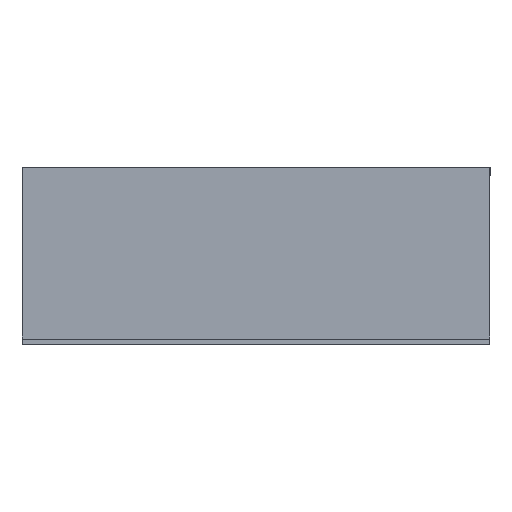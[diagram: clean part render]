
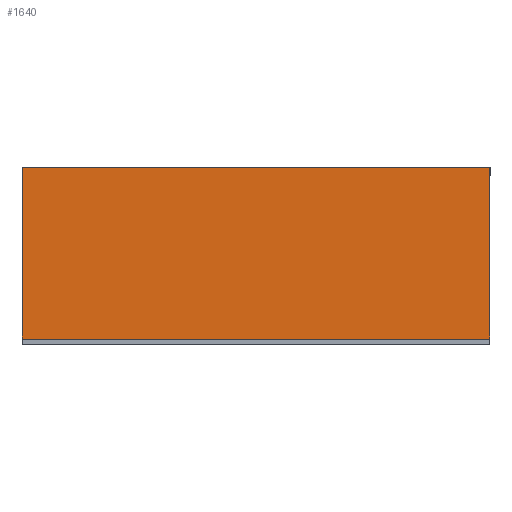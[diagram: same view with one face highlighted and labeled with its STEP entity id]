
A CAD part, front view. The second image highlights one B-rep face of the part: STEP entity #1640.
In plain terms, the highlighted face is planar.
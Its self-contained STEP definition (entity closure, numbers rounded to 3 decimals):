
#44 = CARTESIAN_POINT ( 'NONE',  ( 3., 100., 265. ) ) ;
#70 = LINE ( 'NONE', #2984, #2749 ) ;
#86 = VERTEX_POINT ( 'NONE', #399 ) ;
#368 = ORIENTED_EDGE ( 'NONE', *, *, #3109, .F. ) ;
#399 = CARTESIAN_POINT ( 'NONE',  ( 3., 100., -265. ) ) ;
#454 = EDGE_CURVE ( 'NONE', #627, #1314, #1794, .T. ) ;
#483 = VECTOR ( 'NONE', #1770, 1000. ) ;
#510 = DIRECTION ( 'NONE',  ( 0., -1., 0. ) ) ;
#570 = PLANE ( 'NONE',  #3222 ) ;
#627 = VERTEX_POINT ( 'NONE', #2601 ) ;
#674 = CARTESIAN_POINT ( 'NONE',  ( 3., 100., -265. ) ) ;
#952 = ORIENTED_EDGE ( 'NONE', *, *, #1295, .F. ) ;
#1206 = CARTESIAN_POINT ( 'NONE',  ( 3., 0., 0. ) ) ;
#1295 = EDGE_CURVE ( 'NONE', #86, #627, #3041, .T. ) ;
#1300 = DIRECTION ( 'NONE',  ( 0., 0., -1. ) ) ;
#1314 = VERTEX_POINT ( 'NONE', #3058 ) ;
#1640 = ADVANCED_FACE ( 'NONE', ( #3741 ), #570, .T. ) ;
#1770 = DIRECTION ( 'NONE',  ( 0., 0., 1. ) ) ;
#1794 = LINE ( 'NONE', #2928, #483 ) ;
#2039 = DIRECTION ( 'NONE',  ( 1., 0., 0. ) ) ;
#2229 = ORIENTED_EDGE ( 'NONE', *, *, #454, .F. ) ;
#2249 = VECTOR ( 'NONE', #2451, 1000. ) ;
#2451 = DIRECTION ( 'NONE',  ( 0., -1., 0. ) ) ;
#2523 = LINE ( 'NONE', #2560, #2973 ) ;
#2560 = CARTESIAN_POINT ( 'NONE',  ( 3., 100., 265. ) ) ;
#2601 = CARTESIAN_POINT ( 'NONE',  ( 3., -94., -265. ) ) ;
#2629 = ORIENTED_EDGE ( 'NONE', *, *, #3316, .T. ) ;
#2749 = VECTOR ( 'NONE', #1300, 1000. ) ;
#2928 = CARTESIAN_POINT ( 'NONE',  ( 3., -94., 265. ) ) ;
#2936 = EDGE_LOOP ( 'NONE', ( #2229, #952, #368, #2629 ) ) ;
#2973 = VECTOR ( 'NONE', #510, 1000. ) ;
#2984 = CARTESIAN_POINT ( 'NONE',  ( 3., 100., 265. ) ) ;
#3041 = LINE ( 'NONE', #674, #2249 ) ;
#3058 = CARTESIAN_POINT ( 'NONE',  ( 3., -94., 265. ) ) ;
#3109 = EDGE_CURVE ( 'NONE', #3534, #86, #70, .T. ) ;
#3222 = AXIS2_PLACEMENT_3D ( 'NONE', #1206, #2039, #3518 ) ;
#3316 = EDGE_CURVE ( 'NONE', #3534, #1314, #2523, .T. ) ;
#3518 = DIRECTION ( 'NONE',  ( 0., 0., -1. ) ) ;
#3534 = VERTEX_POINT ( 'NONE', #44 ) ;
#3741 = FACE_OUTER_BOUND ( 'NONE', #2936, .T. ) ;
